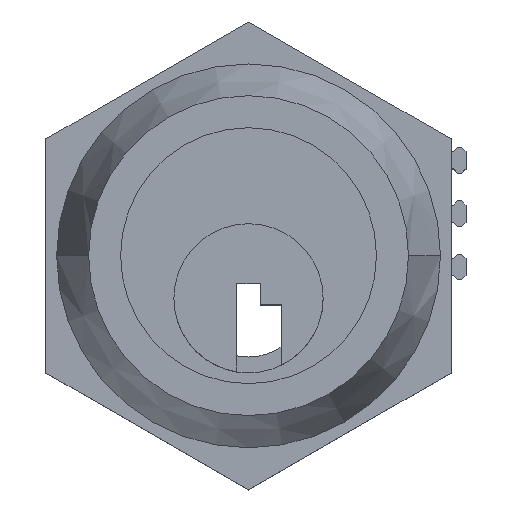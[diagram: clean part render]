
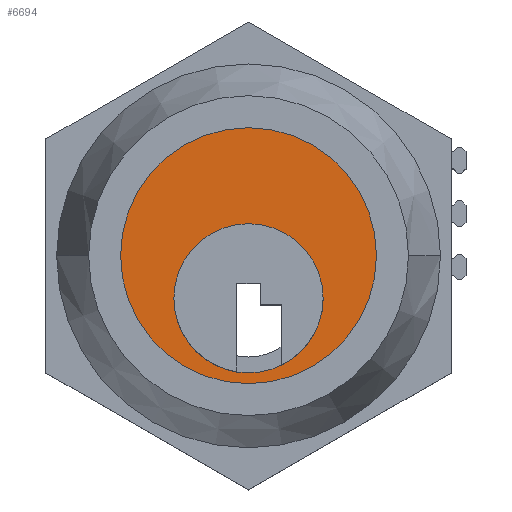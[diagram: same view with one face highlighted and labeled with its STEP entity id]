
A CAD part, top view. The second image highlights one B-rep face of the part: STEP entity #6694.
In plain terms, the highlighted planar face has unit normal (0, 0, 1).
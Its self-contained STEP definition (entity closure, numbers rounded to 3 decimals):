
#109 = AXIS2_PLACEMENT_3D ( 'NONE', #5696, #4979, #4282 ) ;
#287 = CARTESIAN_POINT ( 'NONE',  ( -6., 0., 0. ) ) ;
#362 = PLANE ( 'NONE',  #3392 ) ;
#473 = ORIENTED_EDGE ( 'NONE', *, *, #5544, .F. ) ;
#548 = VERTEX_POINT ( 'NONE', #2475 ) ;
#578 = DIRECTION ( 'NONE',  ( 0., 0., 1. ) ) ;
#849 = CARTESIAN_POINT ( 'NONE',  ( 0., -2., 0. ) ) ;
#860 = AXIS2_PLACEMENT_3D ( 'NONE', #849, #5615, #4908 ) ;
#925 = FACE_OUTER_BOUND ( 'NONE', #5656, .T. ) ;
#1083 = CIRCLE ( 'NONE', #5643, 3.5 ) ;
#1283 = FACE_BOUND ( 'NONE', #4406, .T. ) ;
#1299 = CARTESIAN_POINT ( 'NONE',  ( 0., 0., 0. ) ) ;
#1806 = EDGE_CURVE ( 'NONE', #548, #5914, #4738, .T. ) ;
#1827 = CARTESIAN_POINT ( 'NONE',  ( -3.5, -2., 0. ) ) ;
#1950 = DIRECTION ( 'NONE',  ( 1., 0., 0. ) ) ;
#2324 = ORIENTED_EDGE ( 'NONE', *, *, #1806, .T. ) ;
#2475 = CARTESIAN_POINT ( 'NONE',  ( 6., 0., 0. ) ) ;
#2614 = CIRCLE ( 'NONE', #5722, 6. ) ;
#2647 = DIRECTION ( 'NONE',  ( 0., 0., 1. ) ) ;
#2698 = ORIENTED_EDGE ( 'NONE', *, *, #5970, .F. ) ;
#3081 = VERTEX_POINT ( 'NONE', #1827 ) ;
#3331 = CARTESIAN_POINT ( 'NONE',  ( 0., -2., 0. ) ) ;
#3362 = ORIENTED_EDGE ( 'NONE', *, *, #6749, .T. ) ;
#3392 = AXIS2_PLACEMENT_3D ( 'NONE', #6559, #5860, #5156 ) ;
#4282 = DIRECTION ( 'NONE',  ( 1., 0., 0. ) ) ;
#4406 = EDGE_LOOP ( 'NONE', ( #473, #2698 ) ) ;
#4738 = CIRCLE ( 'NONE', #109, 6. ) ;
#4908 = DIRECTION ( 'NONE',  ( 1., 0., 0. ) ) ;
#4979 = DIRECTION ( 'NONE',  ( 0., 0., 1. ) ) ;
#5156 = DIRECTION ( 'NONE',  ( -1., 0., 0. ) ) ;
#5544 = EDGE_CURVE ( 'NONE', #6059, #3081, #1083, .T. ) ;
#5615 = DIRECTION ( 'NONE',  ( 0., 0., 1. ) ) ;
#5643 = AXIS2_PLACEMENT_3D ( 'NONE', #3331, #2647, #1950 ) ;
#5656 = EDGE_LOOP ( 'NONE', ( #2324, #3362 ) ) ;
#5696 = CARTESIAN_POINT ( 'NONE',  ( 0., 0., 0. ) ) ;
#5722 = AXIS2_PLACEMENT_3D ( 'NONE', #1299, #578, #6778 ) ;
#5860 = DIRECTION ( 'NONE',  ( 0., 0., -1. ) ) ;
#5914 = VERTEX_POINT ( 'NONE', #287 ) ;
#5970 = EDGE_CURVE ( 'NONE', #3081, #6059, #6860, .T. ) ;
#5990 = CARTESIAN_POINT ( 'NONE',  ( 3.5, -2., 0. ) ) ;
#6059 = VERTEX_POINT ( 'NONE', #5990 ) ;
#6559 = CARTESIAN_POINT ( 'NONE',  ( 0., 0., 0. ) ) ;
#6694 = ADVANCED_FACE ( 'NONE', ( #925, #1283 ), #362, .F. ) ;
#6749 = EDGE_CURVE ( 'NONE', #5914, #548, #2614, .T. ) ;
#6778 = DIRECTION ( 'NONE',  ( 1., 0., 0. ) ) ;
#6860 = CIRCLE ( 'NONE', #860, 3.5 ) ;
